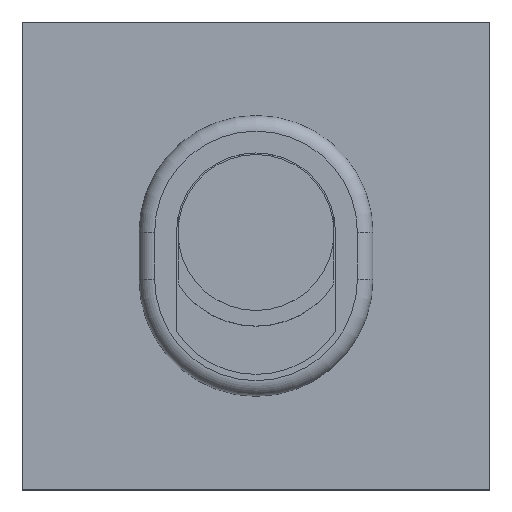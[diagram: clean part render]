
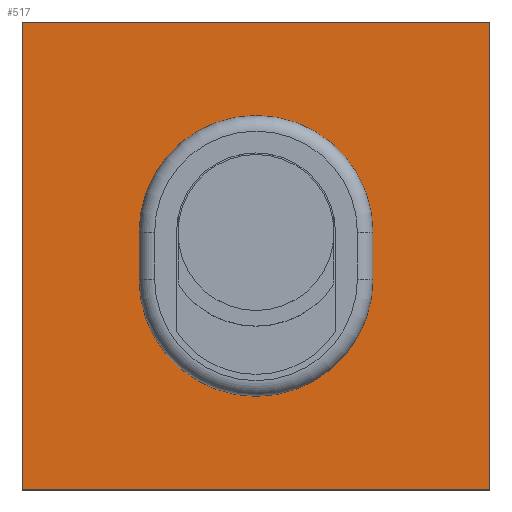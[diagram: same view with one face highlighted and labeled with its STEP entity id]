
A CAD part, top view. The second image highlights one B-rep face of the part: STEP entity #517.
In plain terms, the highlighted planar face has unit normal (0, 0, 1).
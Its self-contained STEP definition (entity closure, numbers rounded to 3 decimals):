
#18=FACE_BOUND('',#82,.T.);
#21=PLANE('',#576);
#47=FACE_OUTER_BOUND('',#81,.T.);
#81=EDGE_LOOP('',(#382,#383,#384,#385));
#82=EDGE_LOOP('',(#386,#387,#388,#389));
#115=LINE('',#821,#162);
#118=LINE('',#834,#165);
#119=LINE('',#836,#166);
#120=LINE('',#838,#167);
#121=LINE('',#839,#168);
#122=LINE('',#841,#169);
#162=VECTOR('',#657,10.);
#165=VECTOR('',#668,10.);
#166=VECTOR('',#669,10.);
#167=VECTOR('',#670,10.);
#168=VECTOR('',#671,10.);
#169=VECTOR('',#672,10.);
#210=CIRCLE('',#571,7.5);
#213=CIRCLE('',#577,7.5);
#237=VERTEX_POINT('',#813);
#238=VERTEX_POINT('',#815);
#239=VERTEX_POINT('',#819);
#244=VERTEX_POINT('',#832);
#245=VERTEX_POINT('',#833);
#246=VERTEX_POINT('',#835);
#247=VERTEX_POINT('',#837);
#248=VERTEX_POINT('',#840);
#289=EDGE_CURVE('',#237,#238,#210,.T.);
#292=EDGE_CURVE('',#239,#237,#115,.T.);
#297=EDGE_CURVE('',#244,#245,#118,.T.);
#298=EDGE_CURVE('',#246,#244,#119,.T.);
#299=EDGE_CURVE('',#247,#246,#120,.T.);
#300=EDGE_CURVE('',#245,#247,#121,.T.);
#301=EDGE_CURVE('',#238,#248,#122,.T.);
#302=EDGE_CURVE('',#248,#239,#213,.T.);
#382=ORIENTED_EDGE('',*,*,#297,.F.);
#383=ORIENTED_EDGE('',*,*,#298,.F.);
#384=ORIENTED_EDGE('',*,*,#299,.F.);
#385=ORIENTED_EDGE('',*,*,#300,.F.);
#386=ORIENTED_EDGE('',*,*,#301,.F.);
#387=ORIENTED_EDGE('',*,*,#289,.F.);
#388=ORIENTED_EDGE('',*,*,#292,.F.);
#389=ORIENTED_EDGE('',*,*,#302,.F.);
#517=ADVANCED_FACE('',(#47,#18),#21,.T.);
#571=AXIS2_PLACEMENT_3D('',#816,#651,#652);
#576=AXIS2_PLACEMENT_3D('',#831,#666,#667);
#577=AXIS2_PLACEMENT_3D('',#842,#673,#674);
#651=DIRECTION('center_axis',(0.,0.,1.));
#652=DIRECTION('ref_axis',(1.,0.,0.));
#657=DIRECTION('',(0.,1.,0.));
#666=DIRECTION('center_axis',(0.,0.,1.));
#667=DIRECTION('ref_axis',(1.,0.,0.));
#668=DIRECTION('',(0.,-1.,0.));
#669=DIRECTION('',(1.,0.,0.));
#670=DIRECTION('',(0.,1.,0.));
#671=DIRECTION('',(-1.,0.,0.));
#672=DIRECTION('',(0.,-1.,0.));
#673=DIRECTION('center_axis',(0.,0.,1.));
#674=DIRECTION('ref_axis',(-1.,0.,0.));
#813=CARTESIAN_POINT('',(7.5,1.5,1.6));
#815=CARTESIAN_POINT('',(-7.5,1.5,1.6));
#816=CARTESIAN_POINT('Origin',(0.,1.5,1.6));
#819=CARTESIAN_POINT('',(7.5,-1.5,1.6));
#821=CARTESIAN_POINT('',(7.5,-0.75,1.6));
#831=CARTESIAN_POINT('Origin',(0.,0.,1.6));
#832=CARTESIAN_POINT('',(15.,15.,1.6));
#833=CARTESIAN_POINT('',(15.,-15.,1.6));
#834=CARTESIAN_POINT('',(15.,7.5,1.6));
#835=CARTESIAN_POINT('',(-15.,15.,1.6));
#836=CARTESIAN_POINT('',(-7.5,15.,1.6));
#837=CARTESIAN_POINT('',(-15.,-15.,1.6));
#838=CARTESIAN_POINT('',(-15.,-7.5,1.6));
#839=CARTESIAN_POINT('',(7.5,-15.,1.6));
#840=CARTESIAN_POINT('',(-7.5,-1.5,1.6));
#841=CARTESIAN_POINT('',(-7.5,0.75,1.6));
#842=CARTESIAN_POINT('Origin',(0.,-1.5,1.6));
